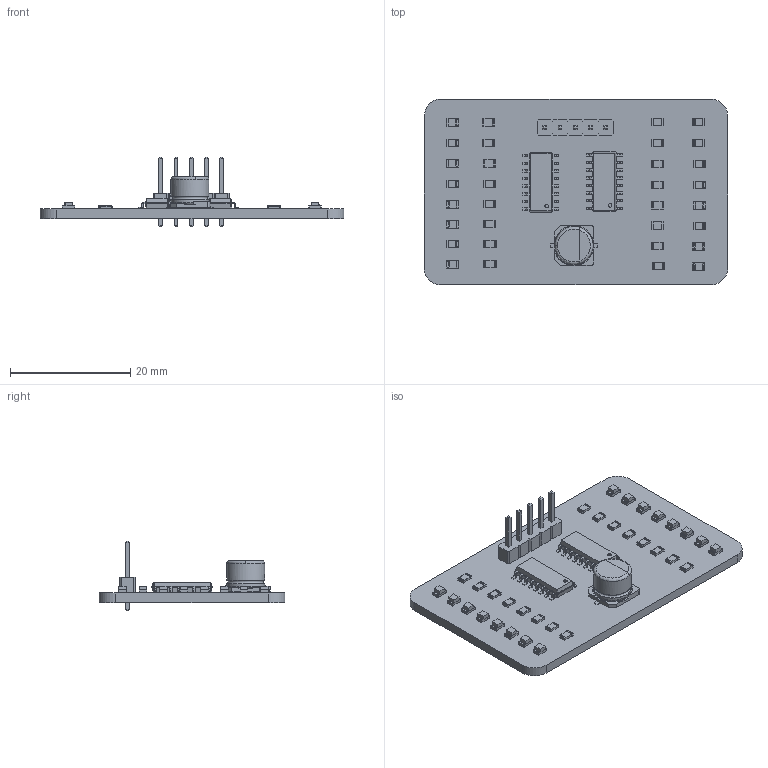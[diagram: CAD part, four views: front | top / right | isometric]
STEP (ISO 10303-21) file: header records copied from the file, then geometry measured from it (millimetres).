
FILE_DESCRIPTION(('KiCad electronic assembly'),'2;1');
FILE_NAME('16-LED Board.step','2022-06-02T00:10:31',('Pcbnew'),('Kicad') ,'Open CASCADE STEP processor 7.6','KiCad to STEP converter','Unknown' );
FILE_SCHEMA(('AUTOMOTIVE_DESIGN { 1 0 10303 214 1 1 1 1 }'));
Length unit declared in the file: millimetre
Products named in the file (12): 16-LED Board 1; R_0805_2012Metric; SOLID; LED_0805_2012Metric; PinHeader_1x05_P2.54mm_Vertical; SOIC-16_3.9x9.9mm_P1.27mm; CP_Elec_6.3x5.3; 16-LED Board PCB
Assembly tree (42 placements, depth 3):
  16-LED Board 1
    R_0805_2012Metric  x16
      SOLID
    LED_0805_2012Metric  x16
      SOLID
    PinHeader_1x05_P2.54mm_Vertical
      SOLID
    SOIC-16_3.9x9.9mm_P1.27mm  x2
      SOLID
    CP_Elec_6.3x5.3
      SOLID
    16-LED Board PCB
Bounding box: 50.54 x 30.94 x 11.54 mm (x, y, z)
Volume: 2921.2 mm3; surface area: 4454.8 mm2
Topology: 37 solids, 37 shells, 1948 faces, 5116 edges, 3271 vertices
Faces by surface type: bspline 1933, cylinder 9, plane 6
Full cylindrical faces by diameter (mm): 1 x5
Entity records: 34744 total; most frequent: CARTESIAN_POINT 12787, B_SPLINE_CURVE_WITH_KNOTS 3615, ORIENTED_EDGE 2740, PCURVE 2740, DEFINITIONAL_REPRESENTATION 2740, EDGE_CURVE 1370, SURFACE_CURVE 1358, VERTEX_POINT 863
